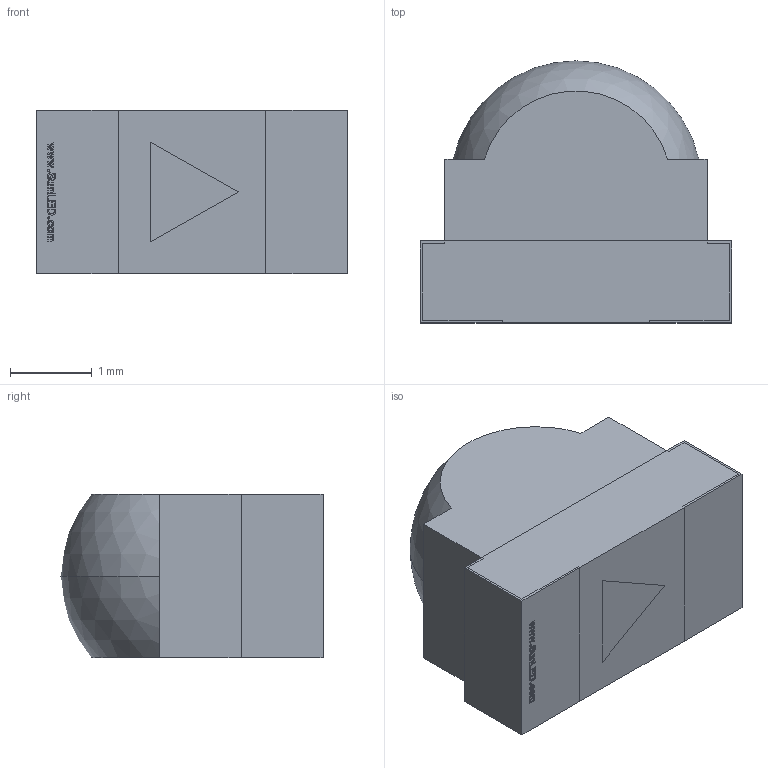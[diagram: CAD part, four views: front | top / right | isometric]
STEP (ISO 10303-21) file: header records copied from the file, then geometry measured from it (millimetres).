
FILE_DESCRIPTION (( 'STEP AP214' ), '1' );
FILE_NAME ('XZxx79.STEP', '2015-09-02T18:17:56', ( '' ), ( '' ), 'SwSTEP 2.0', 'SolidWorks 2012', '' );
FILE_SCHEMA (( 'AUTOMOTIVE_DESIGN' ));
Length unit declared in the file: millimetre
Products named in the file (1): XZxx79
Bounding box: 3.8 x 3.2 x 2 mm (x, y, z)
Volume: 18.5 mm3; surface area: 74.7 mm2
Topology: 5 solids, 5 shells, 215 faces, 568 edges, 379 vertices
Faces by surface type: plane 156, bspline 57, sphere 2
Entity records: 11196 total; most frequent: CARTESIAN_POINT 4300, ORIENTED_EDGE 1136, DIRECTION 780, EDGE_CURVE 568, VECTOR 446, LINE 446, VERTEX_POINT 379, EDGE_LOOP 231
